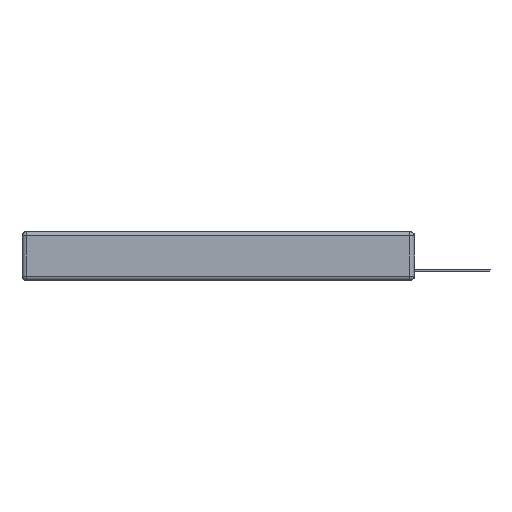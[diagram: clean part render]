
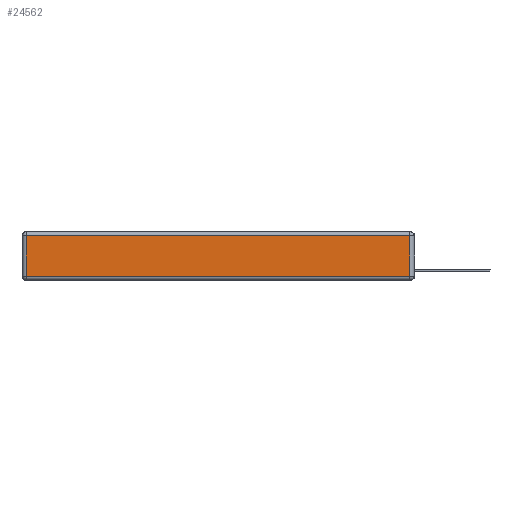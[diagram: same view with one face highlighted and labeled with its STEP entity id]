
A CAD part, left-side view. The second image highlights one B-rep face of the part: STEP entity #24562.
In plain terms, the highlighted planar face has unit normal (-1, 0, 0).
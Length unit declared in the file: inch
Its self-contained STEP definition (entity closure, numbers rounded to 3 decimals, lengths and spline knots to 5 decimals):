
#342 = VECTOR ( 'NONE', #20236, 39.37008 ) ;
#551 = DIRECTION ( 'NONE',  ( 0., 1., 0. ) ) ;
#962 = LINE ( 'NONE', #6546, #17893 ) ;
#1618 = FACE_OUTER_BOUND ( 'NONE', #12877, .T. ) ;
#2837 = VECTOR ( 'NONE', #26047, 39.37008 ) ;
#3099 = DIRECTION ( 'NONE',  ( 0., -1., 0. ) ) ;
#4210 = EDGE_CURVE ( 'NONE', #8100, #23839, #4729, .T. ) ;
#4382 = VECTOR ( 'NONE', #3099, 39.37008 ) ;
#4729 = LINE ( 'NONE', #25780, #4382 ) ;
#6546 = CARTESIAN_POINT ( 'NONE',  ( 0., 2.75, -0.03 ) ) ;
#8100 = VERTEX_POINT ( 'NONE', #12405 ) ;
#9394 = ORIENTED_EDGE ( 'NONE', *, *, #23116, .T. ) ;
#10008 = CARTESIAN_POINT ( 'NONE',  ( 0., 0.03, -0.03 ) ) ;
#10362 = EDGE_CURVE ( 'NONE', #21231, #8100, #26190, .T. ) ;
#10421 = CARTESIAN_POINT ( 'NONE',  ( 0., 0.03, -0.313 ) ) ;
#12405 = CARTESIAN_POINT ( 'NONE',  ( 0., 2.72, -0.313 ) ) ;
#12877 = EDGE_LOOP ( 'NONE', ( #19227, #24008, #9394, #17347 ) ) ;
#13243 = EDGE_CURVE ( 'NONE', #23839, #22446, #24342, .T. ) ;
#13618 = CARTESIAN_POINT ( 'NONE',  ( 0., 2.72, -0.343 ) ) ;
#14363 = CARTESIAN_POINT ( 'NONE',  ( 0., 0.03, -0.343 ) ) ;
#15695 = DIRECTION ( 'NONE',  ( -1., 0., 0. ) ) ;
#15963 = CARTESIAN_POINT ( 'NONE',  ( 0., 0., -0.343 ) ) ;
#17347 = ORIENTED_EDGE ( 'NONE', *, *, #10362, .T. ) ;
#17893 = VECTOR ( 'NONE', #551, 39.37008 ) ;
#19227 = ORIENTED_EDGE ( 'NONE', *, *, #4210, .T. ) ;
#20236 = DIRECTION ( 'NONE',  ( 0., 0., 1. ) ) ;
#21231 = VERTEX_POINT ( 'NONE', #21899 ) ;
#21899 = CARTESIAN_POINT ( 'NONE',  ( 0., 2.72, -0.03 ) ) ;
#22246 = DIRECTION ( 'NONE',  ( 0., 0., 1. ) ) ;
#22251 = AXIS2_PLACEMENT_3D ( 'NONE', #15963, #15695, #22246 ) ;
#22446 = VERTEX_POINT ( 'NONE', #10008 ) ;
#23116 = EDGE_CURVE ( 'NONE', #22446, #21231, #962, .T. ) ;
#23839 = VERTEX_POINT ( 'NONE', #10421 ) ;
#24008 = ORIENTED_EDGE ( 'NONE', *, *, #13243, .T. ) ;
#24342 = LINE ( 'NONE', #14363, #342 ) ;
#24441 = PLANE ( 'NONE',  #22251 ) ;
#24562 = ADVANCED_FACE ( 'NONE', ( #1618 ), #24441, .T. ) ;
#25780 = CARTESIAN_POINT ( 'NONE',  ( 0., 0., -0.313 ) ) ;
#26047 = DIRECTION ( 'NONE',  ( 0., 0., -1. ) ) ;
#26190 = LINE ( 'NONE', #13618, #2837 ) ;
